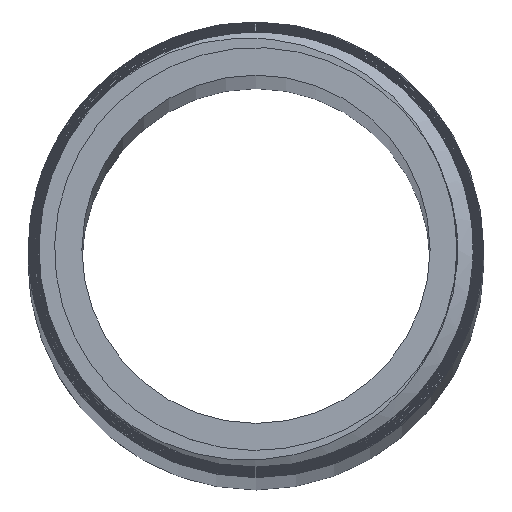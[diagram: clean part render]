
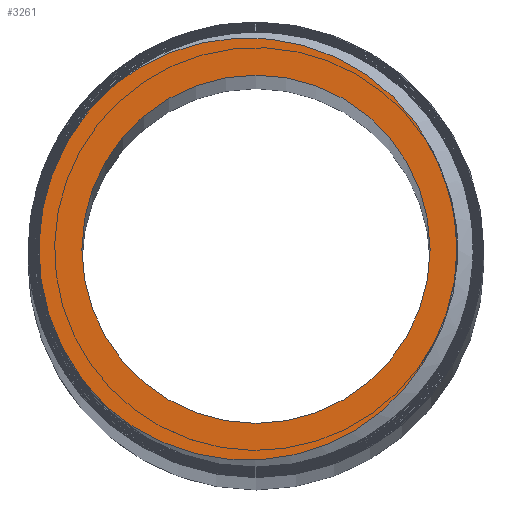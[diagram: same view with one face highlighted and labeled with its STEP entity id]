
A CAD part, top view. The second image highlights one B-rep face of the part: STEP entity #3261.
In plain terms, the highlighted planar face has unit normal (0, 0, 1).
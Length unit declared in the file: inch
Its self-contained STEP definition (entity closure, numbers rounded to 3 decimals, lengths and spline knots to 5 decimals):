
#58=CARTESIAN_POINT('',(0.,0.,9.));
#59=DIRECTION('',(0.,0.,-1.));
#60=DIRECTION('',(1.,0.,0.));
#61=AXIS2_PLACEMENT_3D('',#58,#59,#60);
#63=CARTESIAN_POINT('',(0.,0.,9.));
#64=DIRECTION('',(0.,0.,-1.));
#65=DIRECTION('',(-1.,0.,0.));
#66=AXIS2_PLACEMENT_3D('',#63,#64,#65);
#68=CARTESIAN_POINT('',(0.44135,0.15359,9.));
#69=CARTESIAN_POINT('',(0.42972,0.19207,9.));
#70=CARTESIAN_POINT('',(0.39751,0.26373,9.));
#71=CARTESIAN_POINT('',(0.32306,0.35794,9.));
#72=CARTESIAN_POINT('',(0.22481,0.43219,9.));
#73=CARTESIAN_POINT('',(0.11175,0.47881,9.));
#74=CARTESIAN_POINT('',(-0.00557,0.49613,9.));
#75=CARTESIAN_POINT('',(-0.12527,0.48511,9.));
#76=CARTESIAN_POINT('',(-0.23957,0.44504,9.));
#77=CARTESIAN_POINT('',(-0.30522,0.40273,9.));
#78=CARTESIAN_POINT('',(-0.33599,0.37738,9.));
#80=CARTESIAN_POINT('',(0.42091,-0.20365,9.));
#81=CARTESIAN_POINT('',(0.43937,-0.16542,9.));
#82=CARTESIAN_POINT('',(0.46476,-0.08758,9.));
#83=CARTESIAN_POINT('',(0.47119,0.03769,9.));
#84=CARTESIAN_POINT('',(0.45472,0.11528,9.));
#85=CARTESIAN_POINT('',(0.44135,0.15359,9.));
#87=CARTESIAN_POINT('',(-0.34808,-0.36625,9.));
#88=CARTESIAN_POINT('',(-0.31867,-0.39206,9.));
#89=CARTESIAN_POINT('',(-0.25554,-0.43603,9.));
#90=CARTESIAN_POINT('',(-0.14103,-0.48043,9.));
#91=CARTESIAN_POINT('',(-0.02379,-0.495,9.));
#92=CARTESIAN_POINT('',(0.092,-0.48217,9.));
#93=CARTESIAN_POINT('',(0.20052,-0.44268,9.));
#94=CARTESIAN_POINT('',(0.29512,-0.38026,9.));
#95=CARTESIAN_POINT('',(0.37239,-0.2969,9.));
#96=CARTESIAN_POINT('',(0.40695,-0.23597,9.));
#97=CARTESIAN_POINT('',(0.42091,-0.20365,9.));
#99=CARTESIAN_POINT('',(0.,0.,9.));
#100=DIRECTION('',(0.,0.,1.));
#101=DIRECTION('',(-0.665,0.747,0.));
#102=AXIS2_PLACEMENT_3D('',#99,#100,#101);
#3036=CARTESIAN_POINT('',(0.405,0.,9.));
#3037=CARTESIAN_POINT('',(-0.405,0.,9.));
#3038=VERTEX_POINT('',#3036);
#3039=VERTEX_POINT('',#3037);
#3046=VERTEX_POINT('',#68);
#3047=VERTEX_POINT('',#78);
#3048=VERTEX_POINT('',#87);
#3049=VERTEX_POINT('',#97);
#3242=CARTESIAN_POINT('',(0.,0.,9.));
#3243=DIRECTION('',(0.,0.,1.));
#3244=DIRECTION('',(1.,0.,0.));
#3245=AXIS2_PLACEMENT_3D('',#3242,#3243,#3244);
#3246=PLANE('',#3245);
#3248=ORIENTED_EDGE('',*,*,#3247,.F.);
#3250=ORIENTED_EDGE('',*,*,#3249,.F.);
#3252=ORIENTED_EDGE('',*,*,#3251,.F.);
#3254=ORIENTED_EDGE('',*,*,#3253,.F.);
#3255=EDGE_LOOP('',(#3248,#3250,#3252,#3254));
#3256=FACE_OUTER_BOUND('',#3255,.F.);
#3257=ORIENTED_EDGE('',*,*,#3222,.F.);
#3258=ORIENTED_EDGE('',*,*,#3236,.F.);
#3259=EDGE_LOOP('',(#3257,#3258));
#3260=FACE_BOUND('',#3259,.F.);
#3261=ADVANCED_FACE('',(#3256,#3260),#3246,.T.);
#62=CIRCLE('',#61,0.405);
#67=CIRCLE('',#66,0.405);
#79=B_SPLINE_CURVE_WITH_KNOTS('',3,(#68,#69,#70,#71,#72,#73,#74,#75,#76,#77,
#78),.UNSPECIFIED.,.F.,.F.,(4,1,1,1,1,1,1,1,4),(0.,0.125,0.25,0.375,
0.5,0.625,0.75,0.875,1.),.UNSPECIFIED.);
#86=B_SPLINE_CURVE_WITH_KNOTS('',3,(#80,#81,#82,#83,#84,#85),.UNSPECIFIED.,.F.,
.F.,(4,1,1,4),(0.,0.33333,0.66667,1.),.UNSPECIFIED.);
#98=B_SPLINE_CURVE_WITH_KNOTS('',3,(#87,#88,#89,#90,#91,#92,#93,#94,#95,#96,
#97),.UNSPECIFIED.,.F.,.F.,(4,1,1,1,1,1,1,1,4),(0.,0.125,0.25,0.375,
0.5,0.625,0.75,0.875,1.),.UNSPECIFIED.);
#103=CIRCLE('',#102,0.50528);
#3222=EDGE_CURVE('',#3038,#3039,#62,.T.);
#3236=EDGE_CURVE('',#3039,#3038,#67,.T.);
#3247=EDGE_CURVE('',#3046,#3047,#79,.T.);
#3249=EDGE_CURVE('',#3049,#3046,#86,.T.);
#3251=EDGE_CURVE('',#3048,#3049,#98,.T.);
#3253=EDGE_CURVE('',#3047,#3048,#103,.T.);
